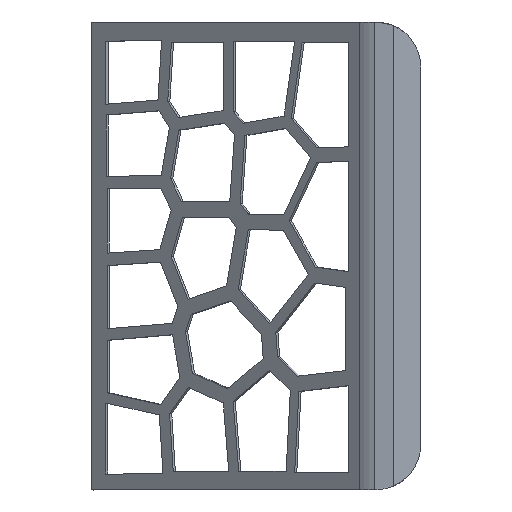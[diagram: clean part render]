
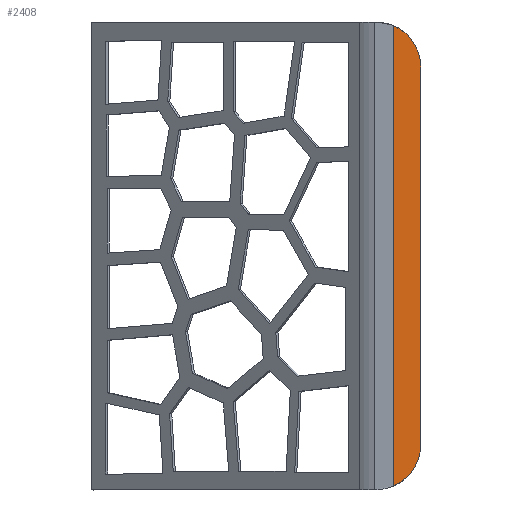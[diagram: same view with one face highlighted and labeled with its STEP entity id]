
A CAD part, top view. The second image highlights one B-rep face of the part: STEP entity #2408.
In plain terms, the highlighted planar face has unit normal (0, 0, 1).
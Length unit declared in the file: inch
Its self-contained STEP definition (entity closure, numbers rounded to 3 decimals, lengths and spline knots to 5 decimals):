
#58=CIRCLE('',#2533,0.85);
#61=CIRCLE('',#2538,0.85);
#184=FACE_OUTER_BOUND('',#298,.T.);
#298=EDGE_LOOP('',(#1948,#1949,#1950,#1951));
#648=LINE('',#3829,#962);
#650=LINE('',#3845,#964);
#962=VECTOR('',#3057,0.3937);
#964=VECTOR('',#3061,0.3937);
#1175=VERTEX_POINT('',#3718);
#1176=VERTEX_POINT('',#3720);
#1187=VERTEX_POINT('',#3828);
#1190=VERTEX_POINT('',#3844);
#1496=EDGE_CURVE('',#1175,#1176,#58,.T.);
#1509=EDGE_CURVE('',#1176,#1187,#648,.T.);
#1513=EDGE_CURVE('',#1175,#1190,#650,.F.);
#1514=EDGE_CURVE('',#1187,#1190,#61,.T.);
#1948=ORIENTED_EDGE('',*,*,#1496,.F.);
#1949=ORIENTED_EDGE('',*,*,#1513,.T.);
#1950=ORIENTED_EDGE('',*,*,#1514,.F.);
#1951=ORIENTED_EDGE('',*,*,#1509,.F.);
#2301=PLANE('',#2537);
#2408=ADVANCED_FACE('',(#184),#2301,.T.);
#2533=AXIS2_PLACEMENT_3D('',#3721,#3045,#3046);
#2537=AXIS2_PLACEMENT_3D('',#3843,#3059,#3060);
#2538=AXIS2_PLACEMENT_3D('',#3846,#3062,#3063);
#3045=DIRECTION('center_axis',(0.,0.,
-1.));
#3046=DIRECTION('ref_axis',(0.707,-0.707,0.));
#3057=DIRECTION('',(0.,1.,0.));
#3059=DIRECTION('center_axis',(0.,0.,
1.));
#3060=DIRECTION('ref_axis',(1.,0.,0.));
#3061=DIRECTION('',(0.,-1.,0.));
#3062=DIRECTION('center_axis',(0.,0.,
-1.));
#3063=DIRECTION('ref_axis',(0.707,0.707,0.));
#3718=CARTESIAN_POINT('',(0.45,-3.5625,0.3));
#3720=CARTESIAN_POINT('',(-0.06166,-4.34226,0.3));
#3721=CARTESIAN_POINT('Origin',(-0.4,-3.5625,0.3));
#3828=CARTESIAN_POINT('',(-0.06166,4.34226,0.3));
#3829=CARTESIAN_POINT('',(-0.06166,-4.775,0.3));
#3843=CARTESIAN_POINT('Origin',(-0.06166,-4.775,0.3));
#3844=CARTESIAN_POINT('',(0.45,3.5625,0.3));
#3845=CARTESIAN_POINT('',(0.45,-4.775,0.3));
#3846=CARTESIAN_POINT('Origin',(-0.4,3.5625,0.3));
